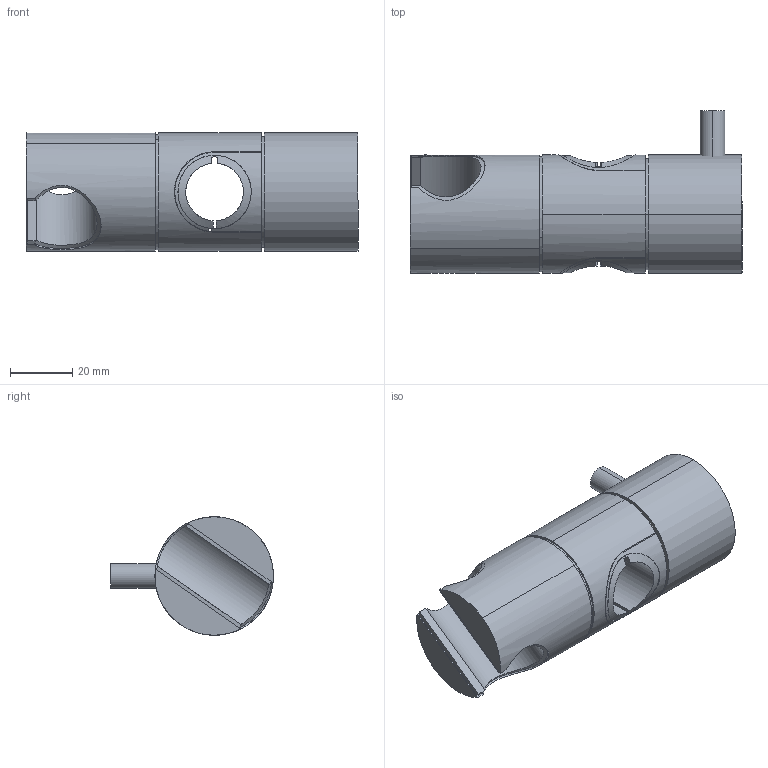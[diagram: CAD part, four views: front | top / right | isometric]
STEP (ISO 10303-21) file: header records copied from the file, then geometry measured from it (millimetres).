
FILE_DESCRIPTION (( 'STEP AP214' ), '1' );
FILE_NAME ('12580970.STEP', '2020-02-11T06:33:13', ( '' ), ( '' ), 'SwSTEP 2.0', 'SolidWorks 2017', '' );
FILE_SCHEMA (( 'AUTOMOTIVE_DESIGN' ));
Length unit declared in the file: millimetre
Products named in the file (9): Planungsmodell_Schieber-+-08.30.12.507.90-1; Planungsmodell_Gabel-+-08.17.20.694.90-1; Planungsmodell_Huelse-+-09.12.12.217.90-1; Planungsmodell_Schieber-+-08.18.40.580.90-1; Planungsmodell_Rohr_gerade-+-28.568.780-10_ _K365_38x30; Planungsmodell_Rohr_gerade-+-28.568.780-10_ _K366_37x1; Planungsmodell_Adapter-+-08.18.40.579.90-1; Planungsmodell_Rohr_gerade-+-28.568.780-10_ _K367_7,9x15; 12580970
Assembly tree (8 placements, depth 2):
  12580970
    Planungsmodell_Rohr_gerade-+-28.568.780-10_ _K367_7,9x15
    Planungsmodell_Adapter-+-08.18.40.579.90-1
    Planungsmodell_Rohr_gerade-+-28.568.780-10_ _K366_37x1
    Planungsmodell_Rohr_gerade-+-28.568.780-10_ _K365_38x30
    Planungsmodell_Schieber-+-08.18.40.580.90-1
    Planungsmodell_Huelse-+-09.12.12.217.90-1
    Planungsmodell_Gabel-+-08.17.20.694.90-1
    Planungsmodell_Schieber-+-08.30.12.507.90-1
Bounding box: 106.5 x 52.25 x 38 mm (x, y, z)
Volume: 102929.6 mm3; surface area: 39027.2 mm2
Topology: 8 solids, 8 shells, 88 faces, 212 edges, 140 vertices
Faces by surface type: plane 42, cylinder 35, cone 10, bspline 1
Entity records: 4402 total; most frequent: CARTESIAN_POINT 1966, ORIENTED_EDGE 424, DIRECTION 420, EDGE_CURVE 212, AXIS2_PLACEMENT_3D 160, VERTEX_POINT 140, VECTOR 100, LINE 100
